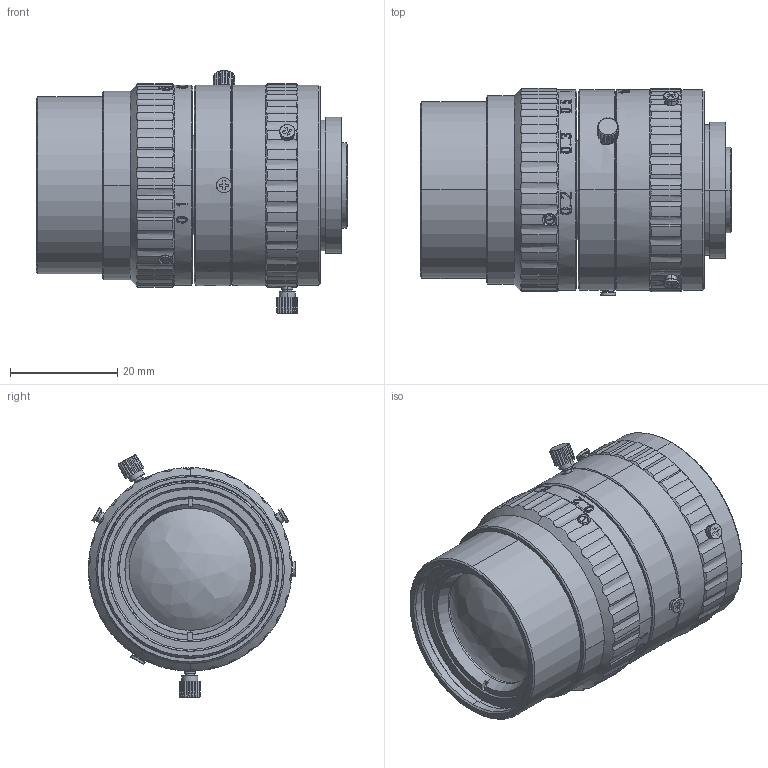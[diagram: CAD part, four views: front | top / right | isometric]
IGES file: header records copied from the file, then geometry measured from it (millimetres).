
Start section: SolidWorks IGES file using analytic representation for surfaces
Bounding box: 58.14 x 38.7 x 45.33 mm (x, y, z)
Surface area: 13589.4 mm2 (no closed solid volume)
Topology: 0 solids, 0 shells, 820 faces, 8487 edges, 8485 vertices
Faces by surface type: revolution 436, bspline 384
